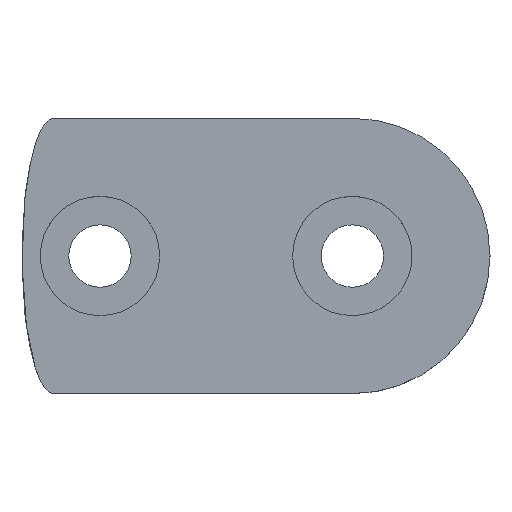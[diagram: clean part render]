
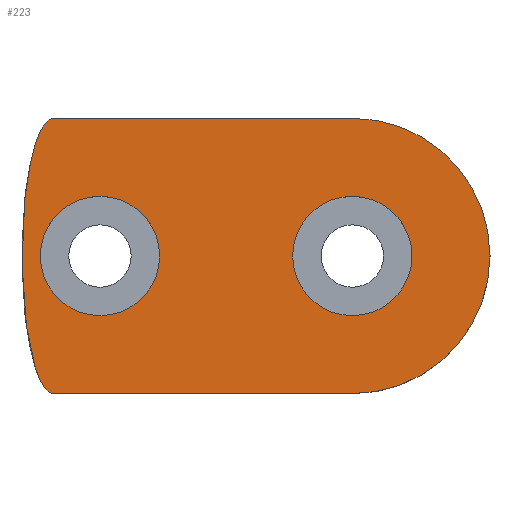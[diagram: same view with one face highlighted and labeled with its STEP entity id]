
A CAD part, top view. The second image highlights one B-rep face of the part: STEP entity #223.
In plain terms, the highlighted planar face has unit normal (0, 0, 1).
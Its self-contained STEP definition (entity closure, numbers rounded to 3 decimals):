
#26=FACE_BOUND('',#80,.T.);
#27=FACE_BOUND('',#81,.T.);
#35=CIRCLE('',#253,3.25);
#38=CIRCLE('',#259,3.25);
#39=CIRCLE('',#263,7.5);
#46=PLANE('',#264);
#60=FACE_OUTER_BOUND('',#79,.T.);
#79=EDGE_LOOP('',(#203,#204,#205,#206));
#80=EDGE_LOOP('',(#207));
#81=EDGE_LOOP('',(#208));
#86=LINE('',#365,#99);
#94=LINE('',#399,#107);
#99=VECTOR('',#285,10.);
#107=VECTOR('',#327,10.);
#108=ELLIPSE('',#238,7.5,1.75);
#110=VERTEX_POINT('',#345);
#111=VERTEX_POINT('',#346);
#118=VERTEX_POINT('',#364);
#123=VERTEX_POINT('',#380);
#126=VERTEX_POINT('',#391);
#127=VERTEX_POINT('',#397);
#128=EDGE_CURVE('',#110,#111,#108,.T.);
#137=EDGE_CURVE('',#110,#118,#86,.T.);
#144=EDGE_CURVE('',#123,#123,#35,.T.);
#149=EDGE_CURVE('',#126,#126,#38,.T.);
#153=EDGE_CURVE('',#111,#127,#94,.T.);
#154=EDGE_CURVE('',#127,#118,#39,.T.);
#203=ORIENTED_EDGE('',*,*,#128,.T.);
#204=ORIENTED_EDGE('',*,*,#153,.T.);
#205=ORIENTED_EDGE('',*,*,#154,.T.);
#206=ORIENTED_EDGE('',*,*,#137,.F.);
#207=ORIENTED_EDGE('',*,*,#144,.T.);
#208=ORIENTED_EDGE('',*,*,#149,.T.);
#223=ADVANCED_FACE('',(#60,#26,#27),#46,.T.);
#238=AXIS2_PLACEMENT_3D('',#347,#267,#268);
#253=AXIS2_PLACEMENT_3D('',#381,#304,#305);
#259=AXIS2_PLACEMENT_3D('',#392,#318,#319);
#263=AXIS2_PLACEMENT_3D('',#401,#330,#331);
#264=AXIS2_PLACEMENT_3D('',#402,#332,#333);
#267=DIRECTION('center_axis',(0.,0.,1.));
#268=DIRECTION('ref_axis',(0.,-1.,0.));
#285=DIRECTION('',(1.,0.,0.));
#304=DIRECTION('center_axis',(0.,0.,-1.));
#305=DIRECTION('ref_axis',(1.,0.,0.));
#318=DIRECTION('center_axis',(0.,0.,-1.));
#319=DIRECTION('ref_axis',(1.,0.,0.));
#327=DIRECTION('',(1.,0.,0.));
#330=DIRECTION('center_axis',(0.,0.,1.));
#331=DIRECTION('ref_axis',(1.,0.,0.));
#332=DIRECTION('center_axis',(0.,0.,1.));
#333=DIRECTION('ref_axis',(1.,0.,0.));
#345=CARTESIAN_POINT('',(46.25,15.,22.5));
#346=CARTESIAN_POINT('',(46.25,0.,22.5));
#347=CARTESIAN_POINT('Origin',(46.25,7.5,22.5));
#364=CARTESIAN_POINT('',(62.5,15.,22.5));
#365=CARTESIAN_POINT('',(54.,15.,22.5));
#380=CARTESIAN_POINT('',(59.25,7.5,22.5));
#381=CARTESIAN_POINT('Origin',(62.5,7.5,22.5));
#391=CARTESIAN_POINT('',(45.5,7.5,22.5));
#392=CARTESIAN_POINT('Origin',(48.75,7.5,22.5));
#397=CARTESIAN_POINT('',(62.5,0.,22.5));
#399=CARTESIAN_POINT('',(0.,0.,22.5));
#401=CARTESIAN_POINT('Origin',(62.5,7.5,22.5));
#402=CARTESIAN_POINT('Origin',(55.911,7.5,22.5));
